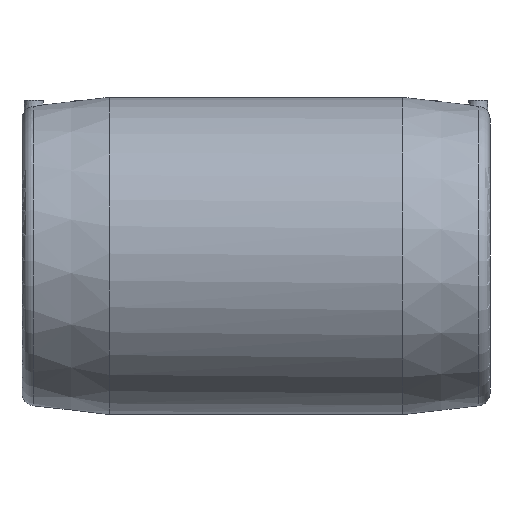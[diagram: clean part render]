
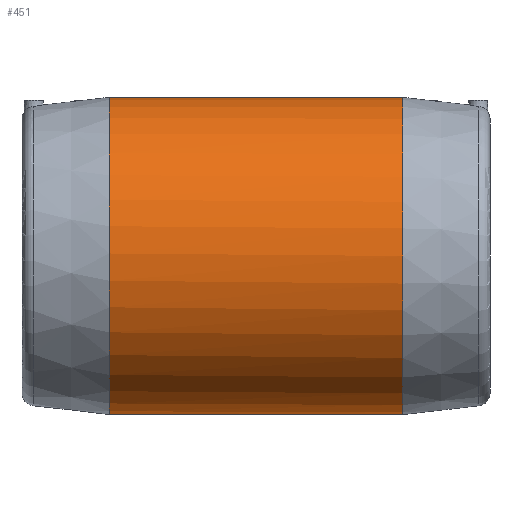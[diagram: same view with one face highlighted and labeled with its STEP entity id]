
A CAD part, front view. The second image highlights one B-rep face of the part: STEP entity #451.
In plain terms, the highlighted cylindrical face has radius 162 mm (diameter 324 mm), a full revolution.
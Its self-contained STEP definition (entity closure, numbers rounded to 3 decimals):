
#52=B_SPLINE_CURVE_WITH_KNOTS('',3,(#887,#888,#889,#890,#891,#892,#893,
#894,#895,#896,#897,#898,#899,#900,#901,#902,#903,#904,#905,#906,#907,#908,
#909,#910,#911,#912,#913,#914,#915,#916,#917,#918,#919,#920,#921,#922,#923,
#924,#925,#926,#927,#928,#929,#930,#931,#932,#933,#934,#935,#936,#937,#938,
#939,#940,#941,#942,#943,#944,#945,#946,#947,#948,#949,#950,#951,#952),
 .UNSPECIFIED.,.T.,.F.,(1,1,1,1,1,1,1,1,1,1,1,1,1,1,1,1,1,1,1,1,1,1,1,1,
1,1,1,1,1,1,1,1,1,1,1,1,1,1,1,1,1,1,1,1,1,1,1,1,1,1,1,1,1,1,1,1,1,1,1,1,
1,1,1,1,1,1,1,1,1,1),(-0.042,-0.021,-0.011,
0.,0.011,0.016,0.021,
0.032,0.042,0.053,0.063,
0.074,0.084,0.095,0.105,
0.116,0.126,0.137,0.147,
0.158,0.168,0.179,0.189,
0.2,0.21,0.221,0.231,
0.242,0.252,0.263,0.273,
0.284,0.294,0.305,0.315,
0.326,0.336,0.357,0.368,
0.378,0.389,0.399,0.42,
0.431,0.441,0.452,0.462,
0.473,0.483,0.494,0.499,
0.504,0.515,0.525,0.536,
0.546,0.557,0.567,0.578,
0.588,0.599,0.609,0.62,
0.63,0.652,0.662,0.673,
0.683,0.688,0.694),.UNSPECIFIED.);
#63=CYLINDRICAL_SURFACE('',#517,162.);
#110=ORIENTED_EDGE('',*,*,#189,.T.);
#111=ORIENTED_EDGE('',*,*,#177,.F.);
#112=ORIENTED_EDGE('',*,*,#175,.T.);
#175=EDGE_CURVE('',#221,#221,#260,.T.);
#177=EDGE_CURVE('',#223,#223,#261,.T.);
#189=EDGE_CURVE('',#234,#234,#52,.T.);
#221=VERTEX_POINT('',#758);
#223=VERTEX_POINT('',#773);
#234=VERTEX_POINT('',#953);
#260=CIRCLE('',#504,162.);
#261=CIRCLE('',#506,162.);
#312=EDGE_LOOP('',(#110));
#313=EDGE_LOOP('',(#111));
#314=EDGE_LOOP('',(#112));
#382=FACE_BOUND('',#312,.T.);
#383=FACE_BOUND('',#313,.T.);
#384=FACE_BOUND('',#314,.T.);
#451=ADVANCED_FACE('',(#382,#383,#384),#63,.T.);
#504=AXIS2_PLACEMENT_3D('',#757,#588,#589);
#506=AXIS2_PLACEMENT_3D('',#772,#592,#593);
#517=AXIS2_PLACEMENT_3D('',#886,#616,#617);
#588=DIRECTION('',(-1.,0.,0.));
#589=DIRECTION('',(0.,0.,1.));
#592=DIRECTION('',(-1.,0.,0.));
#593=DIRECTION('',(0.,0.,1.));
#616=DIRECTION('',(-1.,0.,0.));
#617=DIRECTION('',(0.,0.,1.));
#757=CARTESIAN_POINT('',(150.,0.,0.));
#758=CARTESIAN_POINT('',(150.,0.,162.));
#772=CARTESIAN_POINT('',(-150.,0.,0.));
#773=CARTESIAN_POINT('',(-150.,0.,162.));
#886=CARTESIAN_POINT('',(-60.,0.,0.));
#887=CARTESIAN_POINT('',(105.619,161.77,-10.573));
#888=CARTESIAN_POINT('',(106.191,162.115,0.009));
#889=CARTESIAN_POINT('',(105.713,161.827,8.783));
#890=CARTESIAN_POINT('',(104.775,161.265,15.7));
#891=CARTESIAN_POINT('',(103.459,160.482,22.592));
#892=CARTESIAN_POINT('',(101.16,159.125,30.92));
#893=CARTESIAN_POINT('',(97.442,156.974,40.425));
#894=CARTESIAN_POINT('',(92.749,154.333,49.536));
#895=CARTESIAN_POINT('',(87.266,151.36,57.956));
#896=CARTESIAN_POINT('',(81.063,148.149,65.714));
#897=CARTESIAN_POINT('',(74.089,144.745,72.885));
#898=CARTESIAN_POINT('',(66.539,141.326,79.29));
#899=CARTESIAN_POINT('',(58.45,137.989,84.947));
#900=CARTESIAN_POINT('',(49.783,134.815,89.883));
#901=CARTESIAN_POINT('',(40.511,131.919,94.066));
#902=CARTESIAN_POINT('',(30.914,129.499,97.356));
#903=CARTESIAN_POINT('',(20.901,127.63,99.783));
#904=CARTESIAN_POINT('',(10.478,126.44,101.278));
#905=CARTESIAN_POINT('',(0.1,126.042,101.771));
#906=CARTESIAN_POINT('',(-10.321,126.427,101.295));
#907=CARTESIAN_POINT('',(-20.76,127.609,99.809));
#908=CARTESIAN_POINT('',(-30.754,129.463,97.405));
#909=CARTESIAN_POINT('',(-40.448,131.9,94.093));
#910=CARTESIAN_POINT('',(-49.699,134.788,89.923));
#911=CARTESIAN_POINT('',(-58.359,137.952,85.007));
#912=CARTESIAN_POINT('',(-66.547,141.328,79.289));
#913=CARTESIAN_POINT('',(-74.125,144.762,72.849));
#914=CARTESIAN_POINT('',(-81.004,148.12,65.775));
#915=CARTESIAN_POINT('',(-87.221,151.336,58.025));
#916=CARTESIAN_POINT('',(-92.763,154.341,49.51));
#917=CARTESIAN_POINT('',(-97.402,156.951,40.506));
#918=CARTESIAN_POINT('',(-101.145,159.116,30.981));
#919=CARTESIAN_POINT('',(-103.933,160.762,20.864));
#920=CARTESIAN_POINT('',(-105.626,161.775,10.488));
#921=CARTESIAN_POINT('',(-106.374,162.226,-3.638));
#922=CARTESIAN_POINT('',(-104.874,161.318,-17.394));
#923=CARTESIAN_POINT('',(-101.182,159.137,-30.871));
#924=CARTESIAN_POINT('',(-97.454,156.981,-40.389));
#925=CARTESIAN_POINT('',(-92.831,154.378,-49.395));
#926=CARTESIAN_POINT('',(-85.457,150.379,-60.75));
#927=CARTESIAN_POINT('',(-76.737,145.948,-70.619));
#928=CARTESIAN_POINT('',(-66.589,141.346,-79.257));
#929=CARTESIAN_POINT('',(-58.474,137.998,-84.931));
#930=CARTESIAN_POINT('',(-49.856,134.842,-89.841));
#931=CARTESIAN_POINT('',(-40.694,131.97,-93.995));
#932=CARTESIAN_POINT('',(-30.957,129.506,-97.348));
#933=CARTESIAN_POINT('',(-20.978,127.645,-99.763));
#934=CARTESIAN_POINT('',(-12.383,126.652,-101.013));
#935=CARTESIAN_POINT('',(-5.35,126.243,-101.522));
#936=CARTESIAN_POINT('',(1.63,126.105,-101.693));
#937=CARTESIAN_POINT('',(10.298,126.428,-101.293));
#938=CARTESIAN_POINT('',(20.657,127.593,-99.83));
#939=CARTESIAN_POINT('',(30.762,129.464,-97.403));
#940=CARTESIAN_POINT('',(40.384,131.883,-94.117));
#941=CARTESIAN_POINT('',(49.669,134.776,-89.942));
#942=CARTESIAN_POINT('',(58.362,137.954,-85.003));
#943=CARTESIAN_POINT('',(66.485,141.301,-79.336));
#944=CARTESIAN_POINT('',(74.106,144.753,-72.87));
#945=CARTESIAN_POINT('',(81.021,148.128,-65.758));
#946=CARTESIAN_POINT('',(87.214,151.332,-58.027));
#947=CARTESIAN_POINT('',(92.69,154.301,-49.636));
#948=CARTESIAN_POINT('',(98.971,157.833,-37.474));
#949=CARTESIAN_POINT('',(103.321,160.396,-24.504));
#950=CARTESIAN_POINT('',(105.619,161.77,-10.573));
#951=CARTESIAN_POINT('',(106.191,162.115,0.009));
#952=CARTESIAN_POINT('',(105.713,161.827,8.783));
#953=CARTESIAN_POINT('',(106.,162.,0.));
